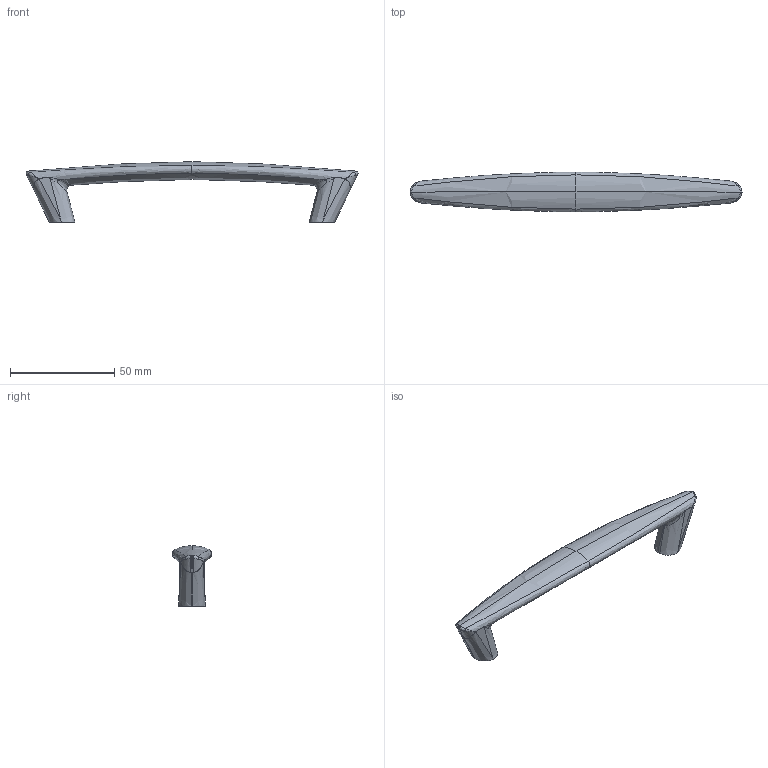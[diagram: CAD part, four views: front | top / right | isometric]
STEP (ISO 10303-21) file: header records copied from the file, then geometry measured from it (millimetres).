
FILE_DESCRIPTION(('Creo Elements/Direct Modeling STEP Export'),'2;1');
FILE_NAME('2082-160.stp','2019-01-11T10:38:39',(''),(''),'Creo Elements/Direct Modeling STEP processor for AP214 (Solid Model)','Creo Elements/Direct Modeling 20.0 12-Nov-2016 (C) Parametric Technology GmbH','');
FILE_SCHEMA(('AUTOMOTIVE_DESIGN { 1 0 10303 214 1 1 1 1 }'));
Length unit declared in the file: millimetre
Products named in the file (2): 2082-160
Assembly tree (1 placements, depth 2):
  2082-160
    2082-160
Bounding box: 159.09 x 19 x 29 mm (x, y, z)
Volume: 21065.3 mm3; surface area: 7919 mm2
Topology: 1 solids, 1 shells, 88 faces, 246 edges, 160 vertices
Faces by surface type: bspline 60, plane 12, cylinder 8, extrusion 4, cone 4
Entity records: 25113 total; most frequent: CARTESIAN_POINT 23326, ORIENTED_EDGE 484, EDGE_CURVE 242, B_SPLINE_CURVE_WITH_KNOTS 186, VERTEX_POINT 160, DIRECTION 124, EDGE_LOOP 92, FACE_OUTER_BOUND 88
